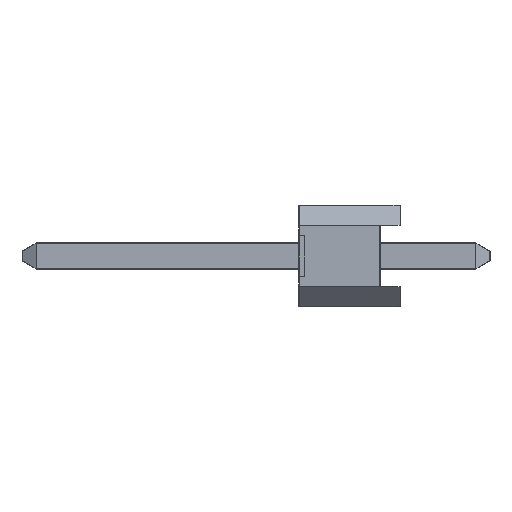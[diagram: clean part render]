
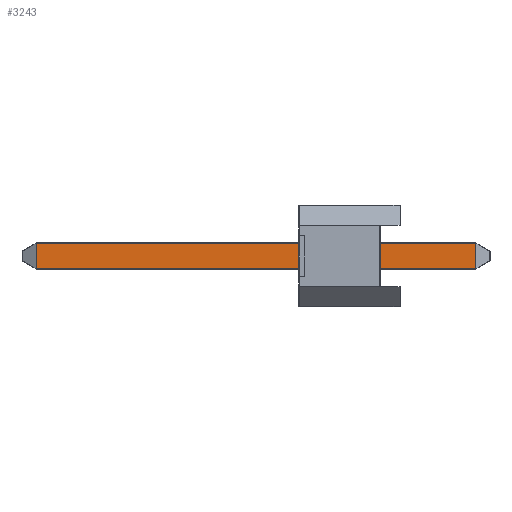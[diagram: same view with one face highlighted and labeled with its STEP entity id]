
A CAD part, left-side view. The second image highlights one B-rep face of the part: STEP entity #3243.
In plain terms, the highlighted planar face has unit normal (-1, 0, 0).
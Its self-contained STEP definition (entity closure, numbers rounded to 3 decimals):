
#211 = ORIENTED_EDGE ( 'NONE', *, *, #2658, .T. ) ;
#347 = CARTESIAN_POINT ( 'NONE',  ( -0.32, 0.346, -0.32 ) ) ;
#380 = FACE_OUTER_BOUND ( 'NONE', #2292, .T. ) ;
#426 = EDGE_CURVE ( 'NONE', #2307, #1587, #3266, .T. ) ;
#656 = AXIS2_PLACEMENT_3D ( 'NONE', #1605, #2789, #3707 ) ;
#712 = PLANE ( 'NONE',  #656 ) ;
#720 = CARTESIAN_POINT ( 'NONE',  ( -0.32, 11.5, 0.31 ) ) ;
#821 = DIRECTION ( 'NONE',  ( 0., 0., -1. ) ) ;
#833 = CARTESIAN_POINT ( 'NONE',  ( -0.32, 11.154, 0.31 ) ) ;
#856 = ORIENTED_EDGE ( 'NONE', *, *, #1397, .T. ) ;
#888 = ORIENTED_EDGE ( 'NONE', *, *, #1509, .T. ) ;
#981 = VECTOR ( 'NONE', #1895, 1000. ) ;
#1283 = LINE ( 'NONE', #347, #3595 ) ;
#1348 = CARTESIAN_POINT ( 'NONE',  ( -0.32, 0.346, -0.31 ) ) ;
#1397 = EDGE_CURVE ( 'NONE', #1587, #2094, #3017, .T. ) ;
#1509 = EDGE_CURVE ( 'NONE', #3760, #2307, #2519, .T. ) ;
#1587 = VERTEX_POINT ( 'NONE', #2264 ) ;
#1605 = CARTESIAN_POINT ( 'NONE',  ( -0.32, 11.5, -0.32 ) ) ;
#1718 = CARTESIAN_POINT ( 'NONE',  ( -0.32, 11.154, -0.32 ) ) ;
#1802 = CARTESIAN_POINT ( 'NONE',  ( -0.32, 11.5, -0.31 ) ) ;
#1840 = VECTOR ( 'NONE', #821, 1000. ) ;
#1895 = DIRECTION ( 'NONE',  ( 0., 1., 0. ) ) ;
#2094 = VERTEX_POINT ( 'NONE', #1348 ) ;
#2264 = CARTESIAN_POINT ( 'NONE',  ( -0.32, 11.154, -0.31 ) ) ;
#2292 = EDGE_LOOP ( 'NONE', ( #3242, #856, #211, #888 ) ) ;
#2307 = VERTEX_POINT ( 'NONE', #833 ) ;
#2519 = LINE ( 'NONE', #720, #981 ) ;
#2658 = EDGE_CURVE ( 'NONE', #2094, #3760, #1283, .T. ) ;
#2675 = VECTOR ( 'NONE', #3652, 1000. ) ;
#2757 = DIRECTION ( 'NONE',  ( 0., 0., 1. ) ) ;
#2789 = DIRECTION ( 'NONE',  ( 1., 0., 0. ) ) ;
#3017 = LINE ( 'NONE', #1802, #2675 ) ;
#3242 = ORIENTED_EDGE ( 'NONE', *, *, #426, .T. ) ;
#3243 = ADVANCED_FACE ( 'NONE', ( #380 ), #712, .F. ) ;
#3266 = LINE ( 'NONE', #1718, #1840 ) ;
#3540 = CARTESIAN_POINT ( 'NONE',  ( -0.32, 0.346, 0.31 ) ) ;
#3595 = VECTOR ( 'NONE', #2757, 1000. ) ;
#3652 = DIRECTION ( 'NONE',  ( 0., -1., 0. ) ) ;
#3707 = DIRECTION ( 'NONE',  ( 0., 0., -1. ) ) ;
#3760 = VERTEX_POINT ( 'NONE', #3540 ) ;
